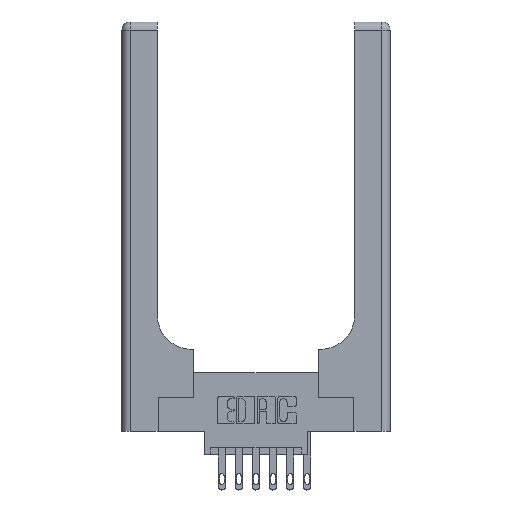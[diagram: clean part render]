
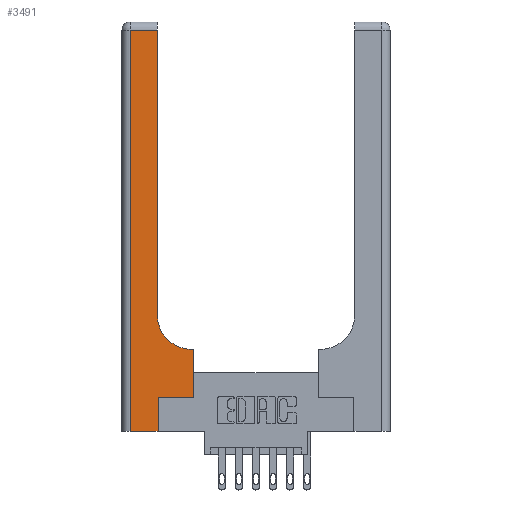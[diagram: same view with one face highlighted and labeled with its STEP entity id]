
A CAD part, top view. The second image highlights one B-rep face of the part: STEP entity #3491.
In plain terms, the highlighted planar face has unit normal (0, 0, 1).
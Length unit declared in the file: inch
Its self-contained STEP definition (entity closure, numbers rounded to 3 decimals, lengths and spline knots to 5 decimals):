
#82 = CARTESIAN_POINT ( 'NONE',  ( 0.26, 0.6, 0.37 ) ) ;
#168 = CARTESIAN_POINT ( 'NONE',  ( 0.265, 0.25, 0.37 ) ) ;
#238 = LINE ( 'NONE', #1044, #13975 ) ;
#436 = EDGE_CURVE ( 'NONE', #9678, #511, #8141, .T. ) ;
#511 = VERTEX_POINT ( 'NONE', #5903 ) ;
#784 = EDGE_CURVE ( 'NONE', #12516, #6652, #8566, .T. ) ;
#1044 = CARTESIAN_POINT ( 'NONE',  ( 0.528, 0.25, 0.37 ) ) ;
#1103 = DIRECTION ( 'NONE',  ( 1., 0., 0. ) ) ;
#1147 = EDGE_LOOP ( 'NONE', ( #12721, #11262, #7873, #13869, #2052, #13352, #6702, #2190, #5566 ) ) ;
#1255 = VECTOR ( 'NONE', #3953, 39.37008 ) ;
#1268 = CARTESIAN_POINT ( 'NONE',  ( 0.26, 3., 0.37 ) ) ;
#1345 = EDGE_CURVE ( 'NONE', #6652, #3384, #10461, .T. ) ;
#1415 = VECTOR ( 'NONE', #8652, 39.37008 ) ;
#1890 = LINE ( 'NONE', #9309, #8311 ) ;
#2052 = ORIENTED_EDGE ( 'NONE', *, *, #1345, .T. ) ;
#2142 = CARTESIAN_POINT ( 'NONE',  ( 0.51, 0.6, 0.37 ) ) ;
#2190 = ORIENTED_EDGE ( 'NONE', *, *, #10851, .T. ) ;
#2316 = DIRECTION ( 'NONE',  ( 0., 0., -1. ) ) ;
#2378 = DIRECTION ( 'NONE',  ( 0., 0., -1. ) ) ;
#2384 = DIRECTION ( 'NONE',  ( -1., 0., 0. ) ) ;
#2718 = DIRECTION ( 'NONE',  ( 1., 0., 0. ) ) ;
#3127 = LINE ( 'NONE', #82, #1415 ) ;
#3191 = DIRECTION ( 'NONE',  ( 1., 0., 0. ) ) ;
#3305 = DIRECTION ( 'NONE',  ( 0., 1., 0. ) ) ;
#3363 = PLANE ( 'NONE',  #10367 ) ;
#3384 = VERTEX_POINT ( 'NONE', #168 ) ;
#3469 = CARTESIAN_POINT ( 'NONE',  ( 0.06, 3., 0.37 ) ) ;
#3491 = ADVANCED_FACE ( 'NONE', ( #7749 ), #3363, .F. ) ;
#3642 = CARTESIAN_POINT ( 'NONE',  ( 0.265, 0.25, 0.37 ) ) ;
#3953 = DIRECTION ( 'NONE',  ( 0., 1., 0. ) ) ;
#4418 = EDGE_CURVE ( 'NONE', #511, #6155, #1890, .T. ) ;
#4898 = CARTESIAN_POINT ( 'NONE',  ( 0.528, 0.6, 0.37 ) ) ;
#4939 = EDGE_CURVE ( 'NONE', #5980, #5493, #238, .T. ) ;
#5101 = VECTOR ( 'NONE', #11335, 39.37008 ) ;
#5493 = VERTEX_POINT ( 'NONE', #4898 ) ;
#5566 = ORIENTED_EDGE ( 'NONE', *, *, #9503, .T. ) ;
#5903 = CARTESIAN_POINT ( 'NONE',  ( 0.26, 2.94, 0.37 ) ) ;
#5980 = VERTEX_POINT ( 'NONE', #7058 ) ;
#6155 = VERTEX_POINT ( 'NONE', #9668 ) ;
#6652 = VERTEX_POINT ( 'NONE', #11696 ) ;
#6692 = CARTESIAN_POINT ( 'NONE',  ( 0.06, 0., 0.37 ) ) ;
#6702 = ORIENTED_EDGE ( 'NONE', *, *, #4939, .T. ) ;
#6886 = CARTESIAN_POINT ( 'NONE',  ( 0.26, 0.85, 0.37 ) ) ;
#7058 = CARTESIAN_POINT ( 'NONE',  ( 0.528, 0.25, 0.37 ) ) ;
#7264 = CARTESIAN_POINT ( 'NONE',  ( 0.265, 0., 0.37 ) ) ;
#7749 = FACE_OUTER_BOUND ( 'NONE', #1147, .T. ) ;
#7873 = ORIENTED_EDGE ( 'NONE', *, *, #11427, .T. ) ;
#8141 = LINE ( 'NONE', #1268, #5101 ) ;
#8181 = EDGE_CURVE ( 'NONE', #3384, #5980, #13331, .T. ) ;
#8305 = DIRECTION ( 'NONE',  ( -1., 0., 0. ) ) ;
#8311 = VECTOR ( 'NONE', #8305, 39.37008 ) ;
#8498 = CARTESIAN_POINT ( 'NONE',  ( 0., 0., 0.37 ) ) ;
#8566 = LINE ( 'NONE', #8498, #10044 ) ;
#8652 = DIRECTION ( 'NONE',  ( -1., 0., 0. ) ) ;
#8801 = CARTESIAN_POINT ( 'NONE',  ( 0.51, 0.85, 0.37 ) ) ;
#9309 = CARTESIAN_POINT ( 'NONE',  ( 0., 2.94, 0.37 ) ) ;
#9503 = EDGE_CURVE ( 'NONE', #13180, #9678, #13573, .T. ) ;
#9668 = CARTESIAN_POINT ( 'NONE',  ( 0.06, 2.94, 0.37 ) ) ;
#9678 = VERTEX_POINT ( 'NONE', #6886 ) ;
#9967 = AXIS2_PLACEMENT_3D ( 'NONE', #8801, #2378, #1103 ) ;
#10044 = VECTOR ( 'NONE', #3191, 39.37008 ) ;
#10115 = LINE ( 'NONE', #3469, #11574 ) ;
#10367 = AXIS2_PLACEMENT_3D ( 'NONE', #11983, #2316, #2384 ) ;
#10397 = VECTOR ( 'NONE', #2718, 39.37008 ) ;
#10461 = LINE ( 'NONE', #7264, #1255 ) ;
#10851 = EDGE_CURVE ( 'NONE', #5493, #13180, #3127, .T. ) ;
#11262 = ORIENTED_EDGE ( 'NONE', *, *, #4418, .T. ) ;
#11335 = DIRECTION ( 'NONE',  ( 0., 1., 0. ) ) ;
#11427 = EDGE_CURVE ( 'NONE', #6155, #12516, #10115, .T. ) ;
#11574 = VECTOR ( 'NONE', #13368, 39.37008 ) ;
#11696 = CARTESIAN_POINT ( 'NONE',  ( 0.265, 0., 0.37 ) ) ;
#11983 = CARTESIAN_POINT ( 'NONE',  ( 0., 3., 0.37 ) ) ;
#12516 = VERTEX_POINT ( 'NONE', #6692 ) ;
#12721 = ORIENTED_EDGE ( 'NONE', *, *, #436, .T. ) ;
#13180 = VERTEX_POINT ( 'NONE', #2142 ) ;
#13331 = LINE ( 'NONE', #3642, #10397 ) ;
#13352 = ORIENTED_EDGE ( 'NONE', *, *, #8181, .T. ) ;
#13368 = DIRECTION ( 'NONE',  ( 0., -1., 0. ) ) ;
#13573 = CIRCLE ( 'NONE', #9967, 0.25 ) ;
#13869 = ORIENTED_EDGE ( 'NONE', *, *, #784, .T. ) ;
#13975 = VECTOR ( 'NONE', #3305, 39.37008 ) ;
